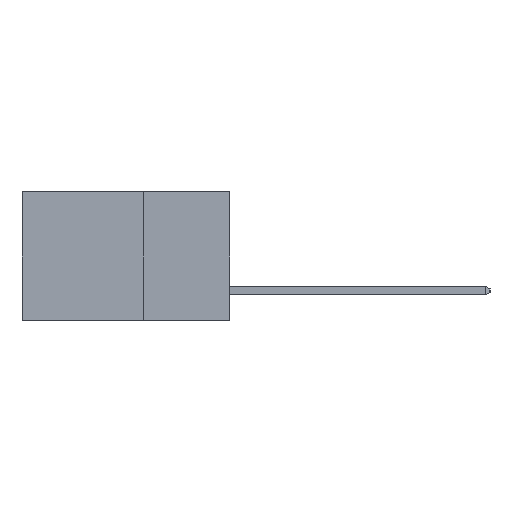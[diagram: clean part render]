
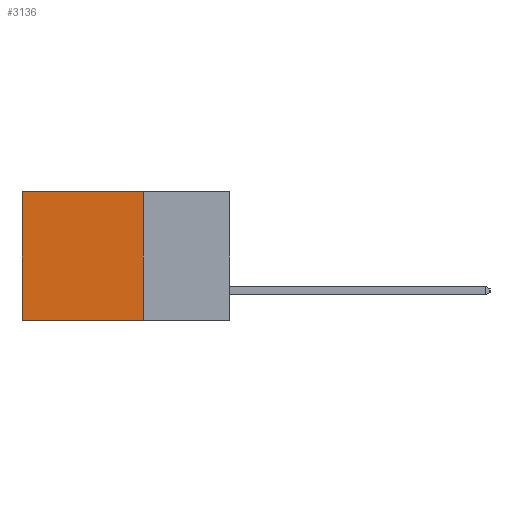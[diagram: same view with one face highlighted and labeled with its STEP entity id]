
A CAD part, left-side view. The second image highlights one B-rep face of the part: STEP entity #3136.
In plain terms, the highlighted planar face has unit normal (-1, 0, 0).
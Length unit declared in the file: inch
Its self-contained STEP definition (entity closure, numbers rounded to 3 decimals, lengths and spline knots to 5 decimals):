
#24 = CARTESIAN_POINT ( 'NONE',  ( 0.2615, 0.25, -0.37 ) ) ;
#1428 = EDGE_CURVE ( 'NONE', #21728, #5413, #12641, .T. ) ;
#2393 = ORIENTED_EDGE ( 'NONE', *, *, #1428, .T. ) ;
#2598 = EDGE_CURVE ( 'NONE', #8158, #19688, #16453, .T. ) ;
#2761 = EDGE_LOOP ( 'NONE', ( #20861, #13151, #19715, #2393 ) ) ;
#2877 = CARTESIAN_POINT ( 'NONE',  ( 0.2615, 0.25, 0. ) ) ;
#2933 = DIRECTION ( 'NONE',  ( 0., 1., 0. ) ) ;
#3089 = CARTESIAN_POINT ( 'NONE',  ( 0.2615, 0.25, -0.37 ) ) ;
#3136 = ADVANCED_FACE ( 'NONE', ( #13036 ), #6762, .F. ) ;
#5413 = VERTEX_POINT ( 'NONE', #21226 ) ;
#6638 = CARTESIAN_POINT ( 'NONE',  ( 0.2615, 0.6, -0.37 ) ) ;
#6762 = PLANE ( 'NONE',  #22267 ) ;
#7004 = DIRECTION ( 'NONE',  ( 1., 0., 0. ) ) ;
#7322 = CARTESIAN_POINT ( 'NONE',  ( 0.2615, 0.25, -0.37 ) ) ;
#7753 = VECTOR ( 'NONE', #18522, 39.37008 ) ;
#8158 = VERTEX_POINT ( 'NONE', #22709 ) ;
#8312 = CARTESIAN_POINT ( 'NONE',  ( 0.2615, 0.6, -0.37 ) ) ;
#8802 = LINE ( 'NONE', #6638, #22619 ) ;
#11047 = VECTOR ( 'NONE', #2933, 39.37008 ) ;
#12641 = LINE ( 'NONE', #19600, #7753 ) ;
#13036 = FACE_OUTER_BOUND ( 'NONE', #2761, .T. ) ;
#13151 = ORIENTED_EDGE ( 'NONE', *, *, #2598, .F. ) ;
#16030 = DIRECTION ( 'NONE',  ( 0., 0., -1. ) ) ;
#16453 = LINE ( 'NONE', #3089, #11047 ) ;
#16602 = VECTOR ( 'NONE', #18364, 39.37008 ) ;
#17175 = LINE ( 'NONE', #24, #16602 ) ;
#17658 = DIRECTION ( 'NONE',  ( 0., 0., -1. ) ) ;
#18364 = DIRECTION ( 'NONE',  ( 0., 0., -1. ) ) ;
#18522 = DIRECTION ( 'NONE',  ( 0., 1., 0. ) ) ;
#19147 = EDGE_CURVE ( 'NONE', #5413, #19688, #8802, .T. ) ;
#19600 = CARTESIAN_POINT ( 'NONE',  ( 0.2615, 0.25, 0. ) ) ;
#19688 = VERTEX_POINT ( 'NONE', #8312 ) ;
#19715 = ORIENTED_EDGE ( 'NONE', *, *, #21349, .F. ) ;
#20861 = ORIENTED_EDGE ( 'NONE', *, *, #19147, .T. ) ;
#21226 = CARTESIAN_POINT ( 'NONE',  ( 0.2615, 0.6, 0. ) ) ;
#21349 = EDGE_CURVE ( 'NONE', #21728, #8158, #17175, .T. ) ;
#21728 = VERTEX_POINT ( 'NONE', #2877 ) ;
#22267 = AXIS2_PLACEMENT_3D ( 'NONE', #7322, #7004, #16030 ) ;
#22619 = VECTOR ( 'NONE', #17658, 39.37008 ) ;
#22709 = CARTESIAN_POINT ( 'NONE',  ( 0.2615, 0.25, -0.37 ) ) ;
